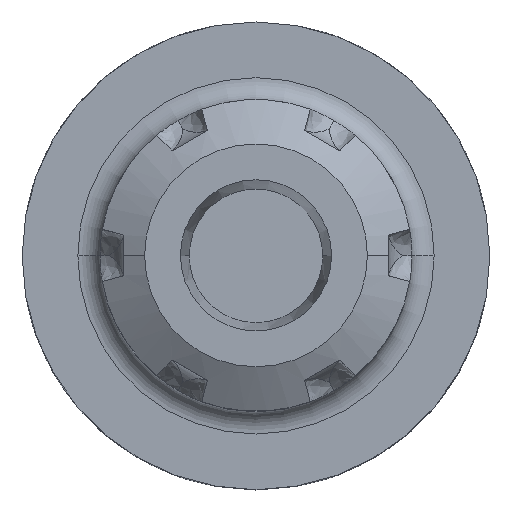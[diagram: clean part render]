
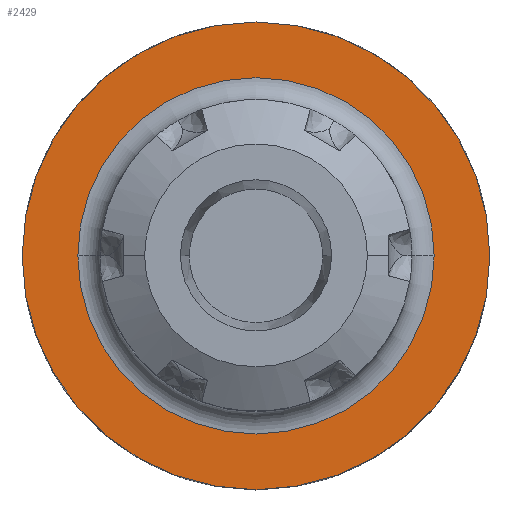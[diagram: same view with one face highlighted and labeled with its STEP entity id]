
A CAD part, top view. The second image highlights one B-rep face of the part: STEP entity #2429.
In plain terms, the highlighted planar face has unit normal (0, 0, 1).
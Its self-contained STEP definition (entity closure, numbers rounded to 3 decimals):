
#275 = DIRECTION ( 'NONE',  ( 0., 0., 1. ) ) ;
#753 = CARTESIAN_POINT ( 'NONE',  ( 0., 0., 22. ) ) ;
#806 = AXIS2_PLACEMENT_3D ( 'NONE', #4394, #2550, #6898 ) ;
#1115 = CARTESIAN_POINT ( 'NONE',  ( -24., 0., 22. ) ) ;
#1322 = PLANE ( 'NONE',  #806 ) ;
#1382 = DIRECTION ( 'NONE',  ( 1., 0., 0. ) ) ;
#1399 = FACE_BOUND ( 'NONE', #6441, .T. ) ;
#1402 = AXIS2_PLACEMENT_3D ( 'NONE', #1874, #6214, #2503 ) ;
#1594 = VERTEX_POINT ( 'NONE', #4269 ) ;
#1649 = CARTESIAN_POINT ( 'NONE',  ( 31.5, 0., 22. ) ) ;
#1874 = CARTESIAN_POINT ( 'NONE',  ( 0., 0., 22. ) ) ;
#2429 = ADVANCED_FACE ( 'NONE', ( #1399, #4310 ), #1322, .F. ) ;
#2466 = VERTEX_POINT ( 'NONE', #2583 ) ;
#2503 = DIRECTION ( 'NONE',  ( -1., 0., 0. ) ) ;
#2550 = DIRECTION ( 'NONE',  ( 0., 0., -1. ) ) ;
#2583 = CARTESIAN_POINT ( 'NONE',  ( 24., 0., 22. ) ) ;
#2866 = VERTEX_POINT ( 'NONE', #1649 ) ;
#3019 = CARTESIAN_POINT ( 'NONE',  ( 0., 0., 22. ) ) ;
#3241 = ORIENTED_EDGE ( 'NONE', *, *, #3922, .T. ) ;
#3648 = DIRECTION ( 'NONE',  ( -1., 0., 0. ) ) ;
#3662 = CIRCLE ( 'NONE', #4093, 24. ) ;
#3755 = EDGE_CURVE ( 'NONE', #2866, #1594, #6076, .T. ) ;
#3825 = ORIENTED_EDGE ( 'NONE', *, *, #3755, .T. ) ;
#3922 = EDGE_CURVE ( 'NONE', #5717, #2466, #3662, .T. ) ;
#4001 = CARTESIAN_POINT ( 'NONE',  ( 0., 0., 22. ) ) ;
#4014 = ORIENTED_EDGE ( 'NONE', *, *, #4176, .T. ) ;
#4093 = AXIS2_PLACEMENT_3D ( 'NONE', #3019, #7355, #3648 ) ;
#4134 = CIRCLE ( 'NONE', #1402, 24. ) ;
#4176 = EDGE_CURVE ( 'NONE', #1594, #2866, #6368, .T. ) ;
#4269 = CARTESIAN_POINT ( 'NONE',  ( -31.5, 0., 22. ) ) ;
#4310 = FACE_OUTER_BOUND ( 'NONE', #6394, .T. ) ;
#4394 = CARTESIAN_POINT ( 'NONE',  ( 0., 0., 22. ) ) ;
#4642 = DIRECTION ( 'NONE',  ( 1., 0., 0. ) ) ;
#5108 = DIRECTION ( 'NONE',  ( 0., 0., 1. ) ) ;
#5236 = EDGE_CURVE ( 'NONE', #2466, #5717, #4134, .T. ) ;
#5717 = VERTEX_POINT ( 'NONE', #1115 ) ;
#6076 = CIRCLE ( 'NONE', #7989, 31.5 ) ;
#6214 = DIRECTION ( 'NONE',  ( 0., 0., -1. ) ) ;
#6368 = CIRCLE ( 'NONE', #7834, 31.5 ) ;
#6394 = EDGE_LOOP ( 'NONE', ( #3825, #4014 ) ) ;
#6441 = EDGE_LOOP ( 'NONE', ( #3241, #6714 ) ) ;
#6714 = ORIENTED_EDGE ( 'NONE', *, *, #5236, .T. ) ;
#6898 = DIRECTION ( 'NONE',  ( -1., 0., 0. ) ) ;
#7355 = DIRECTION ( 'NONE',  ( 0., 0., -1. ) ) ;
#7834 = AXIS2_PLACEMENT_3D ( 'NONE', #4001, #275, #4642 ) ;
#7989 = AXIS2_PLACEMENT_3D ( 'NONE', #753, #5108, #1382 ) ;
